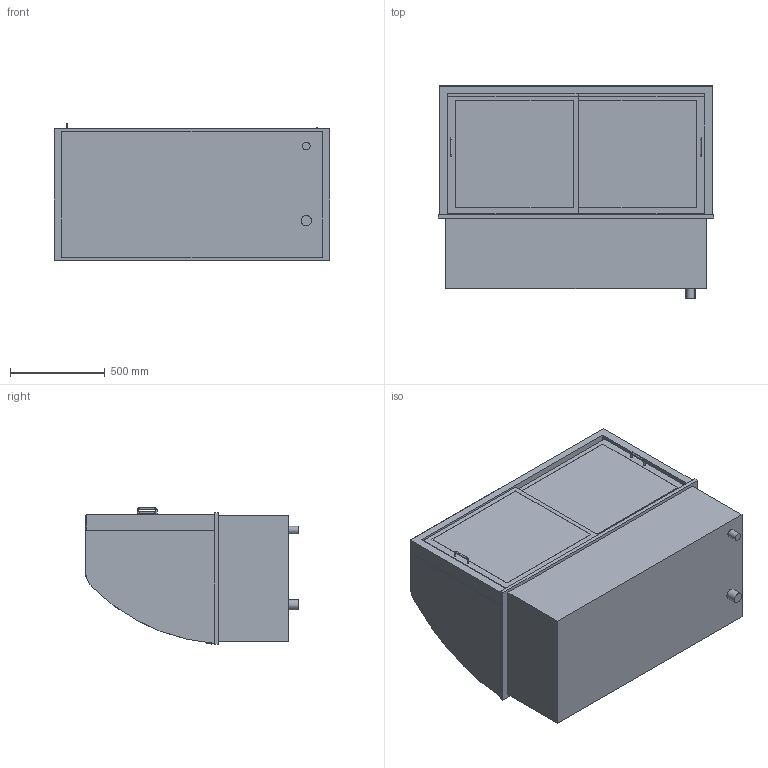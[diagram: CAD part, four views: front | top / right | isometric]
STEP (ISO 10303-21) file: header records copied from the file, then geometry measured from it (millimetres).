
FILE_DESCRIPTION(/* description */ ('Einbaukühlvitrine: zentralgekühlt'),/* implementation_level */ '2;1');
FILE_NAME(/* name */ '3D-AKE-00006389.stp',/* time_stamp */ '2023-05-11T15:24:52+02:00',/* author */ ('marina.schachner'),/* organization */ (''),/* preprocessor_version */ 'ST-DEVELOPER v18.1',/* originating_system */ 'Autodesk Inventor 2020',/* authorisation */ '');
FILE_SCHEMA (('AUTOMOTIVE_DESIGN { 1 0 10303 214 3 1 1 }'));
Length unit declared in the file: millimetre
Products named in the file (1): 3D-AKE-00006389
Bounding box: 1450 x 1127 x 721 mm (x, y, z)
Volume: 141852965.1 mm3; surface area: 19244172.6 mm2
Topology: 38 solids, 38 shells, 364 faces, 871 edges, 586 vertices
Faces by surface type: plane 293, cylinder 67, torus 4
Full cylindrical faces by diameter (mm): 8 x6, 40 x1, 55 x1
Entity records: 10530 total; most frequent: CARTESIAN_POINT 1822, DIRECTION 1763, ORIENTED_EDGE 1742, EDGE_CURVE 871, LINE 709, VECTOR 709, VERTEX_POINT 586, AXIS2_PLACEMENT_3D 527
